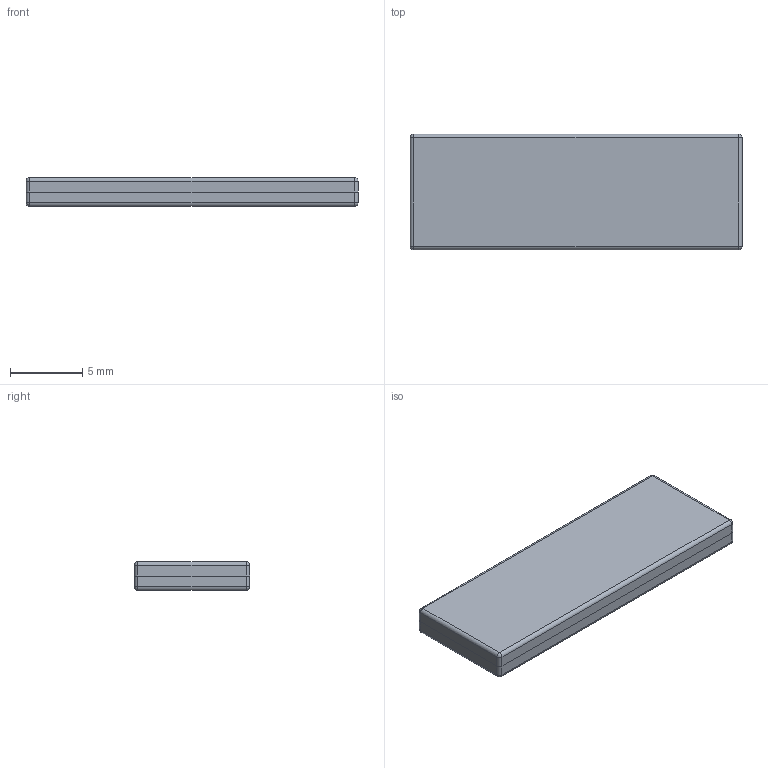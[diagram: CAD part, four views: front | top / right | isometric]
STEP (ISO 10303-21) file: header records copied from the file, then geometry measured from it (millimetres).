
FILE_DESCRIPTION(('FreeCAD Model'),'2;1');
FILE_NAME('Open CASCADE Shape Model','2023-08-09T16:06:08',(''),(''), 'Open CASCADE STEP processor 7.6','FreeCAD','Unknown');
FILE_SCHEMA(('AUTOMOTIVE_DESIGN { 1 0 10303 214 1 1 1 1 }'));
Length unit declared in the file: millimetre
Products named in the file (4): Batt_Sol_Anysolar_KXOB25; Cover_Base_Sketch; Cell; Cover
Assembly tree (3 placements, depth 2):
  Batt_Sol_Anysolar_KXOB25
    Cover_Base_Sketch
    Cell
    Cover
Bounding box: 23 x 8 x 2 mm (x, y, z)
Volume: 366.3 mm3; surface area: 845.7 mm2
Topology: 2 solids, 2 shells, 36 faces, 84 edges, 48 vertices
Faces by surface type: cylinder 16, plane 12, sphere 8
Entity records: 1998 total; most frequent: CARTESIAN_POINT 344, DIRECTION 326, LINE 180, VECTOR 180, ORIENTED_EDGE 144, PCURVE 144, DEFINITIONAL_REPRESENTATION 144, AXIS2_PLACEMENT_3D 72
